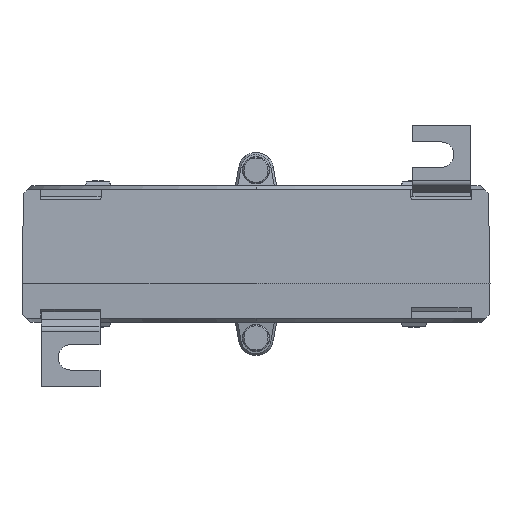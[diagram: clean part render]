
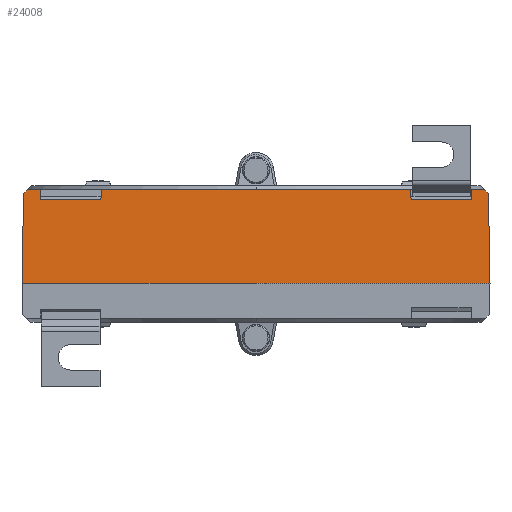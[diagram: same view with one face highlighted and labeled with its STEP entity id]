
A CAD part, front view. The second image highlights one B-rep face of the part: STEP entity #24008.
In plain terms, the highlighted planar face has unit normal (0, -1, 0.018).
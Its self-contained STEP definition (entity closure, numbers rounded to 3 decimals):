
#2648 = AXIS2_PLACEMENT_3D ( 'NONE', #4450, #4460, #4461 ) ;
#3887 = FACE_OUTER_BOUND ( 'NONE', #54377, .T. ) ;
#4450 = CARTESIAN_POINT ( 'NONE',  ( 0., -61., 0. ) ) ;
#4451 = PLANE ( 'NONE',  #2648 ) ;
#4460 = DIRECTION ( 'NONE',  ( 0., -1., 0.017 ) ) ;
#4461 = DIRECTION ( 'NONE',  ( 0., -0.017, -1. ) ) ;
#20673 = CARTESIAN_POINT ( 'NONE',  ( -40.264, -60.272, 41.681 ) ) ;
#20674 = DIRECTION ( 'NONE',  ( -0.719, -0.012, -0.695 ) ) ;
#20743 = CARTESIAN_POINT ( 'NONE',  ( 59.616, -60.581, 24. ) ) ;
#20746 = DIRECTION ( 'NONE',  ( 1., 0., 0. ) ) ;
#20749 = CARTESIAN_POINT ( 'NONE',  ( 59.616, -60.581, 24. ) ) ;
#20752 = DIRECTION ( 'NONE',  ( 1., 0., 0. ) ) ;
#20757 = CARTESIAN_POINT ( 'NONE',  ( 59.616, -60.581, 24. ) ) ;
#20761 = DIRECTION ( 'NONE',  ( 1., 0., 0. ) ) ;
#20891 = CARTESIAN_POINT ( 'NONE',  ( -59.981, -60.981, 1.064 ) ) ;
#20895 = DIRECTION ( 'NONE',  ( -0.017, -0.017, -1. ) ) ;
#20896 = CARTESIAN_POINT ( 'NONE',  ( 40.264, -60.272, 41.681 ) ) ;
#20897 = DIRECTION ( 'NONE',  ( -0.719, 0.012, 0.695 ) ) ;
#20904 = CARTESIAN_POINT ( 'NONE',  ( -55.051, -60.824, 10.085 ) ) ;
#20905 = DIRECTION ( 'NONE',  ( -0.017, 0.017, 1. ) ) ;
#20917 = CARTESIAN_POINT ( 'NONE',  ( -55.05, -60.626, 21.425 ) ) ;
#20918 = CARTESIAN_POINT ( 'NONE',  ( 39.949, -60.824, 10.085 ) ) ;
#20922 = DIRECTION ( 'NONE',  ( -1., 0., 0. ) ) ;
#20923 = CARTESIAN_POINT ( 'NONE',  ( -39.949, -60.824, 10.085 ) ) ;
#20924 = DIRECTION ( 'NONE',  ( -0.017, -0.017, -1. ) ) ;
#20925 = CARTESIAN_POINT ( 'NONE',  ( 59.982, -60.982, 1.047 ) ) ;
#20926 = DIRECTION ( 'NONE',  ( 0.017, -0.017, -1. ) ) ;
#20927 = CARTESIAN_POINT ( 'NONE',  ( 0., -61., 0. ) ) ;
#20928 = DIRECTION ( 'NONE',  ( -1., 0., 0. ) ) ;
#20930 = DIRECTION ( 'NONE',  ( -0.017, 0.017, 1. ) ) ;
#20931 = CARTESIAN_POINT ( 'NONE',  ( 55.051, -60.824, 10.085 ) ) ;
#20932 = DIRECTION ( 'NONE',  ( -0.017, -0.017, -1. ) ) ;
#20935 = CARTESIAN_POINT ( 'NONE',  ( 0., -60.626, 21.425 ) ) ;
#20936 = DIRECTION ( 'NONE',  ( -1., 0., 0. ) ) ;
#21343 = LINE ( 'NONE', #20673, #21344 ) ;
#21344 = VECTOR ( 'NONE', #20674, 1000. ) ;
#21376 = LINE ( 'NONE', #20743, #21387 ) ;
#21386 = LINE ( 'NONE', #20749, #21393 ) ;
#21387 = VECTOR ( 'NONE', #20746, 1000. ) ;
#21393 = VECTOR ( 'NONE', #20752, 1000. ) ;
#21394 = LINE ( 'NONE', #20757, #21400 ) ;
#21400 = VECTOR ( 'NONE', #20761, 1000. ) ;
#21451 = VECTOR ( 'NONE', #20922, 1000. ) ;
#21455 = VECTOR ( 'NONE', #20895, 1000. ) ;
#21458 = LINE ( 'NONE', #20891, #21455 ) ;
#21460 = LINE ( 'NONE', #20896, #21461 ) ;
#21461 = VECTOR ( 'NONE', #20897, 1000. ) ;
#21468 = LINE ( 'NONE', #20904, #21469 ) ;
#21469 = VECTOR ( 'NONE', #20905, 1000. ) ;
#21472 = LINE ( 'NONE', #20918, #21481 ) ;
#21473 = LINE ( 'NONE', #20917, #21451 ) ;
#21475 = LINE ( 'NONE', #20923, #21476 ) ;
#21476 = VECTOR ( 'NONE', #20924, 1000. ) ;
#21477 = LINE ( 'NONE', #20925, #21478 ) ;
#21478 = VECTOR ( 'NONE', #20926, 1000. ) ;
#21479 = LINE ( 'NONE', #20927, #21480 ) ;
#21480 = VECTOR ( 'NONE', #20928, 1000. ) ;
#21481 = VECTOR ( 'NONE', #20930, 1000. ) ;
#21483 = LINE ( 'NONE', #20931, #21484 ) ;
#21484 = VECTOR ( 'NONE', #20932, 1000. ) ;
#21487 = LINE ( 'NONE', #20935, #21488 ) ;
#21488 = VECTOR ( 'NONE', #20936, 1000. ) ;
#24008 = ADVANCED_FACE ( 'NONE', ( #3887 ), #4451, .T. ) ;
#28895 = EDGE_CURVE ( 'NONE', #35593, #35594, #21343, .T. ) ;
#28951 = EDGE_CURVE ( 'NONE', #35593, #35640, #21376, .T. ) ;
#28957 = EDGE_CURVE ( 'NONE', #35645, #35647, #21386, .T. ) ;
#28963 = EDGE_CURVE ( 'NONE', #35652, #35605, #21394, .T. ) ;
#29040 = EDGE_CURVE ( 'NONE', #35594, #36344, #21458, .T. ) ;
#29042 = EDGE_CURVE ( 'NONE', #36341, #35605, #21460, .T. ) ;
#29052 = EDGE_CURVE ( 'NONE', #36346, #35640, #21468, .T. ) ;
#29060 = EDGE_CURVE ( 'NONE', #36348, #36346, #21473, .T. ) ;
#29063 = EDGE_CURVE ( 'NONE', #35645, #36348, #21475, .T. ) ;
#29064 = EDGE_CURVE ( 'NONE', #36341, #36342, #21477, .T. ) ;
#29065 = EDGE_CURVE ( 'NONE', #36342, #36344, #21479, .T. ) ;
#29067 = EDGE_CURVE ( 'NONE', #36337, #35647, #21472, .T. ) ;
#29068 = EDGE_CURVE ( 'NONE', #35652, #36339, #21483, .T. ) ;
#29072 = EDGE_CURVE ( 'NONE', #36339, #36337, #21487, .T. ) ;
#30991 = CARTESIAN_POINT ( 'NONE',  ( -58.573, -60.581, 24. ) ) ;
#30993 = CARTESIAN_POINT ( 'NONE',  ( -59.598, -60.598, 23.01 ) ) ;
#31006 = CARTESIAN_POINT ( 'NONE',  ( 58.573, -60.581, 24. ) ) ;
#31046 = CARTESIAN_POINT ( 'NONE',  ( -55.294, -60.581, 24. ) ) ;
#31052 = CARTESIAN_POINT ( 'NONE',  ( -39.706, -60.581, 24. ) ) ;
#31054 = CARTESIAN_POINT ( 'NONE',  ( 39.706, -60.581, 24. ) ) ;
#31059 = CARTESIAN_POINT ( 'NONE',  ( 55.294, -60.581, 24. ) ) ;
#33357 = ORIENTED_EDGE ( 'NONE', *, *, #29063, .T. ) ;
#33358 = ORIENTED_EDGE ( 'NONE', *, *, #29060, .T. ) ;
#33359 = ORIENTED_EDGE ( 'NONE', *, *, #29052, .T. ) ;
#33360 = ORIENTED_EDGE ( 'NONE', *, *, #28951, .F. ) ;
#33361 = ORIENTED_EDGE ( 'NONE', *, *, #28895, .T. ) ;
#33362 = ORIENTED_EDGE ( 'NONE', *, *, #29040, .T. ) ;
#33363 = ORIENTED_EDGE ( 'NONE', *, *, #29065, .F. ) ;
#33364 = ORIENTED_EDGE ( 'NONE', *, *, #29064, .F. ) ;
#33365 = ORIENTED_EDGE ( 'NONE', *, *, #29042, .T. ) ;
#33366 = ORIENTED_EDGE ( 'NONE', *, *, #28963, .F. ) ;
#33367 = ORIENTED_EDGE ( 'NONE', *, *, #29068, .T. ) ;
#33368 = ORIENTED_EDGE ( 'NONE', *, *, #29072, .T. ) ;
#33369 = ORIENTED_EDGE ( 'NONE', *, *, #29067, .T. ) ;
#33370 = ORIENTED_EDGE ( 'NONE', *, *, #28957, .F. ) ;
#35593 = VERTEX_POINT ( 'NONE', #30991 ) ;
#35594 = VERTEX_POINT ( 'NONE', #30993 ) ;
#35605 = VERTEX_POINT ( 'NONE', #31006 ) ;
#35640 = VERTEX_POINT ( 'NONE', #31046 ) ;
#35645 = VERTEX_POINT ( 'NONE', #31052 ) ;
#35647 = VERTEX_POINT ( 'NONE', #31054 ) ;
#35652 = VERTEX_POINT ( 'NONE', #31059 ) ;
#36337 = VERTEX_POINT ( 'NONE', #37747 ) ;
#36339 = VERTEX_POINT ( 'NONE', #37748 ) ;
#36341 = VERTEX_POINT ( 'NONE', #37749 ) ;
#36342 = VERTEX_POINT ( 'NONE', #37750 ) ;
#36344 = VERTEX_POINT ( 'NONE', #37751 ) ;
#36346 = VERTEX_POINT ( 'NONE', #37752 ) ;
#36348 = VERTEX_POINT ( 'NONE', #37753 ) ;
#37747 = CARTESIAN_POINT ( 'NONE',  ( 39.751, -60.626, 21.425 ) ) ;
#37748 = CARTESIAN_POINT ( 'NONE',  ( 55.249, -60.626, 21.425 ) ) ;
#37749 = CARTESIAN_POINT ( 'NONE',  ( 59.598, -60.598, 23.01 ) ) ;
#37750 = CARTESIAN_POINT ( 'NONE',  ( 60., -61., 0. ) ) ;
#37751 = CARTESIAN_POINT ( 'NONE',  ( -60., -61., 0. ) ) ;
#37752 = CARTESIAN_POINT ( 'NONE',  ( -55.249, -60.626, 21.425 ) ) ;
#37753 = CARTESIAN_POINT ( 'NONE',  ( -39.751, -60.626, 21.425 ) ) ;
#54377 = EDGE_LOOP ( 'NONE', ( #33357, #33358, #33359, #33360, #33361, #33362, #33363, #33364, #33365, #33366, #33367, #33368, #33369, #33370 ) ) ;
